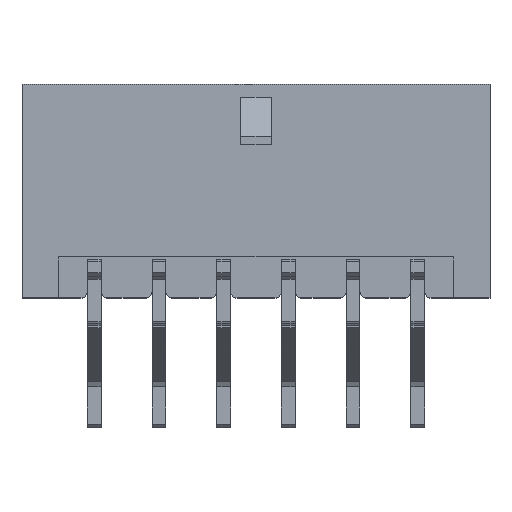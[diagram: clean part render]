
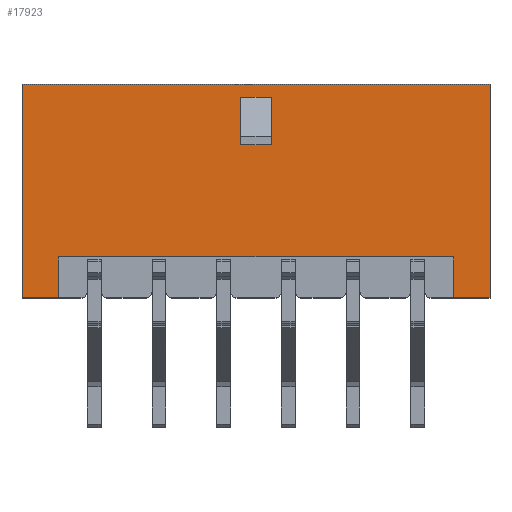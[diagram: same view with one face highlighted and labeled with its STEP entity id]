
A CAD part, top view. The second image highlights one B-rep face of the part: STEP entity #17923.
In plain terms, the highlighted face is planar.
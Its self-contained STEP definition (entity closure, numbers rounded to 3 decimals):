
#1817=ORIENTED_EDGE('',*,*,#4730,.T.);
#1818=ORIENTED_EDGE('',*,*,#4735,.T.);
#1819=ORIENTED_EDGE('',*,*,#5074,.F.);
#1820=ORIENTED_EDGE('',*,*,#5036,.T.);
#1821=ORIENTED_EDGE('',*,*,#5044,.T.);
#1822=ORIENTED_EDGE('',*,*,#5028,.F.);
#1823=ORIENTED_EDGE('',*,*,#5073,.F.);
#1824=ORIENTED_EDGE('',*,*,#4733,.T.);
#1825=ORIENTED_EDGE('',*,*,#4748,.F.);
#1826=ORIENTED_EDGE('',*,*,#4741,.F.);
#1827=ORIENTED_EDGE('',*,*,#4745,.T.);
#1828=ORIENTED_EDGE('',*,*,#4737,.T.);
#4730=EDGE_CURVE('',#6530,#6531,#7818,.T.);
#4733=EDGE_CURVE('',#6532,#6530,#7821,.T.);
#4735=EDGE_CURVE('',#6531,#6533,#7823,.T.);
#4737=EDGE_CURVE('',#6534,#6535,#7825,.T.);
#4741=EDGE_CURVE('',#6538,#6539,#7829,.T.);
#4745=EDGE_CURVE('',#6538,#6534,#7833,.T.);
#4748=EDGE_CURVE('',#6539,#6535,#7836,.T.);
#5028=EDGE_CURVE('',#6730,#6731,#8102,.T.);
#5036=EDGE_CURVE('',#6736,#6735,#8110,.T.);
#5044=EDGE_CURVE('',#6735,#6731,#8118,.T.);
#5073=EDGE_CURVE('',#6532,#6730,#8147,.T.);
#5074=EDGE_CURVE('',#6736,#6533,#8148,.T.);
#6530=VERTEX_POINT('',#24069);
#6531=VERTEX_POINT('',#24070);
#6532=VERTEX_POINT('',#24075);
#6533=VERTEX_POINT('',#24079);
#6534=VERTEX_POINT('',#24083);
#6535=VERTEX_POINT('',#24084);
#6538=VERTEX_POINT('',#24092);
#6539=VERTEX_POINT('',#24093);
#6730=VERTEX_POINT('',#24654);
#6731=VERTEX_POINT('',#24656);
#6735=VERTEX_POINT('',#24668);
#6736=VERTEX_POINT('',#24670);
#7818=LINE('',#24068,#9578);
#7821=LINE('',#24074,#9581);
#7823=LINE('',#24078,#9583);
#7825=LINE('',#24082,#9585);
#7829=LINE('',#24091,#9589);
#7833=LINE('',#24100,#9593);
#7836=LINE('',#24105,#9596);
#8102=LINE('',#24655,#9862);
#8110=LINE('',#24669,#9870);
#8118=LINE('',#24682,#9878);
#8147=LINE('',#24730,#9907);
#8148=LINE('',#24732,#9908);
#9578=VECTOR('',#20250,1000.);
#9581=VECTOR('',#20255,1000.);
#9583=VECTOR('',#20259,1000.);
#9585=VECTOR('',#20263,1000.);
#9589=VECTOR('',#20269,1000.);
#9593=VECTOR('',#20275,1000.);
#9596=VECTOR('',#20282,1000.);
#9862=VECTOR('',#20738,1000.);
#9870=VECTOR('',#20748,1000.);
#9878=VECTOR('',#20758,1000.);
#9907=VECTOR('',#20815,1000.);
#9908=VECTOR('',#20818,1000.);
#10993=EDGE_LOOP('',(#1817,#1818,#1819,#1820,#1821,#1822,#1823,#1824));
#10994=EDGE_LOOP('',(#1825,#1826,#1827,#1828));
#11717=FACE_BOUND('',#10993,.T.);
#11718=FACE_BOUND('',#10994,.T.);
#12387=PLANE('',#18689);
#17923=ADVANCED_FACE('',(#11717,#11718),#12387,.T.);
#18689=AXIS2_PLACEMENT_3D('',#24731,#20816,#20817);
#20250=DIRECTION('',(1.,0.,0.));
#20255=DIRECTION('',(0.,0.,1.));
#20259=DIRECTION('',(0.,0.,-1.));
#20263=DIRECTION('',(0.,0.,1.));
#20269=DIRECTION('',(0.,0.,1.));
#20275=DIRECTION('',(-1.,0.,0.));
#20282=DIRECTION('',(-1.,0.,0.));
#20738=DIRECTION('',(0.,0.,1.));
#20748=DIRECTION('',(0.,0.,1.));
#20758=DIRECTION('',(-1.,0.,0.));
#20815=DIRECTION('',(-1.,0.,0.));
#20816=DIRECTION('',(0.,-1.,0.));
#20817=DIRECTION('',(0.,0.,-1.));
#20818=DIRECTION('',(-1.,0.,0.));
#24068=CARTESIAN_POINT('',(-9.15,-3.43,-3.05));
#24069=CARTESIAN_POINT('',(-9.15,-3.43,-3.05));
#24070=CARTESIAN_POINT('',(9.15,-3.43,-3.05));
#24074=CARTESIAN_POINT('',(-9.15,-3.43,-4.95));
#24075=CARTESIAN_POINT('',(-9.15,-3.43,-4.95));
#24078=CARTESIAN_POINT('',(9.15,-3.43,-3.05));
#24079=CARTESIAN_POINT('',(9.15,-3.43,-4.95));
#24082=CARTESIAN_POINT('',(-0.7,-3.43,2.15));
#24083=CARTESIAN_POINT('',(-0.7,-3.43,2.15));
#24084=CARTESIAN_POINT('',(-0.7,-3.43,4.35));
#24091=CARTESIAN_POINT('',(0.7,-3.43,2.15));
#24092=CARTESIAN_POINT('',(0.7,-3.43,2.15));
#24093=CARTESIAN_POINT('',(0.7,-3.43,4.35));
#24100=CARTESIAN_POINT('',(0.7,-3.43,2.15));
#24105=CARTESIAN_POINT('',(0.7,-3.43,4.35));
#24654=CARTESIAN_POINT('',(-10.85,-3.43,-4.95));
#24655=CARTESIAN_POINT('',(-10.85,-3.43,-4.95));
#24656=CARTESIAN_POINT('',(-10.85,-3.43,4.95));
#24668=CARTESIAN_POINT('',(10.85,-3.43,4.95));
#24669=CARTESIAN_POINT('',(10.85,-3.43,-4.95));
#24670=CARTESIAN_POINT('',(10.85,-3.43,-4.95));
#24682=CARTESIAN_POINT('',(10.85,-3.43,4.95));
#24730=CARTESIAN_POINT('',(10.85,-3.43,-4.95));
#24731=CARTESIAN_POINT('',(10.85,-3.43,-4.95));
#24732=CARTESIAN_POINT('',(10.85,-3.43,-4.95));
